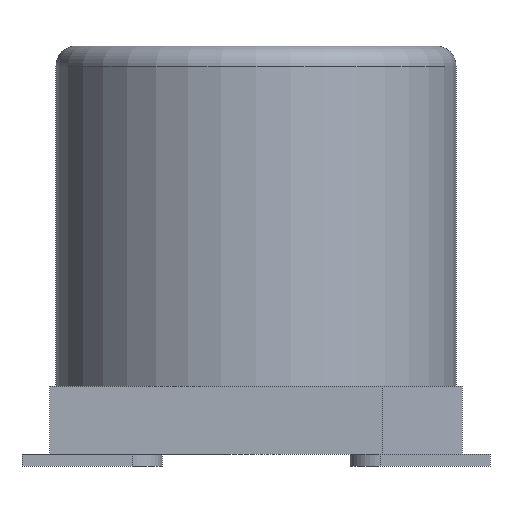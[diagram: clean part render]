
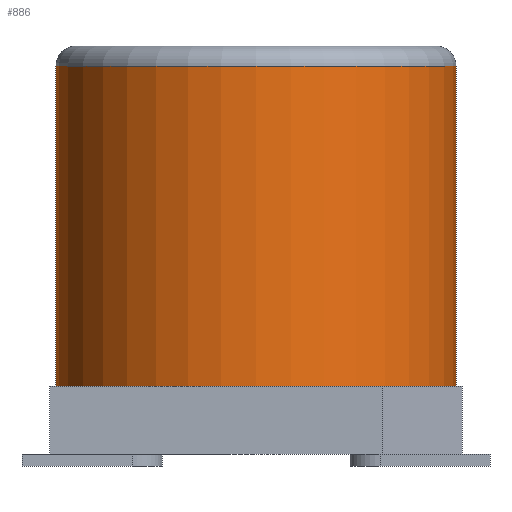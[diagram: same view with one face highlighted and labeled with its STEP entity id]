
A CAD part, left-side view. The second image highlights one B-rep face of the part: STEP entity #886.
In plain terms, the highlighted cylindrical face has radius 5 mm (diameter 10 mm), a partial arc.
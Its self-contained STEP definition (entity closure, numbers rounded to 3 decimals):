
#294=CARTESIAN_POINT('',(0.,0.,10.));
#295=DIRECTION('',(0.,0.,1.));
#296=DIRECTION('',(0.,1.,0.));
#297=AXIS2_PLACEMENT_3D('',#294,#295,#296);
#302=CARTESIAN_POINT('',(0.,0.,2.));
#303=DIRECTION('',(0.,0.,1.));
#304=DIRECTION('',(0.,1.,0.));
#305=AXIS2_PLACEMENT_3D('',#302,#303,#304);
#310=DIRECTION('',(0.,0.,1.));
#311=VECTOR('',#310,8.);
#312=CARTESIAN_POINT('',(0.,5.,2.));
#313=LINE('',#312,#311);
#365=DIRECTION('',(0.,0.,1.));
#366=VECTOR('',#365,8.);
#367=CARTESIAN_POINT('',(0.,-5.,2.));
#368=LINE('',#367,#366);
#503=CARTESIAN_POINT('',(0.,5.,2.));
#504=CARTESIAN_POINT('',(0.,-5.,2.));
#505=VERTEX_POINT('',#503);
#506=VERTEX_POINT('',#504);
#511=CARTESIAN_POINT('',(0.,-5.,10.));
#512=CARTESIAN_POINT('',(0.,5.,10.));
#513=VERTEX_POINT('',#511);
#514=VERTEX_POINT('',#512);
#872=CARTESIAN_POINT('',(0.,0.,0.3));
#873=DIRECTION('',(0.,0.,1.));
#874=DIRECTION('',(0.,1.,0.));
#875=AXIS2_PLACEMENT_3D('',#872,#873,#874);
#876=CYLINDRICAL_SURFACE('',#875,5.);
#878=ORIENTED_EDGE('',*,*,#877,.T.);
#880=ORIENTED_EDGE('',*,*,#879,.F.);
#881=ORIENTED_EDGE('',*,*,#853,.F.);
#883=ORIENTED_EDGE('',*,*,#882,.T.);
#884=EDGE_LOOP('',(#878,#880,#881,#883));
#885=FACE_OUTER_BOUND('',#884,.F.);
#886=ADVANCED_FACE('',(#885),#876,.T.);
#298=CIRCLE('',#297,5.);
#306=CIRCLE('',#305,5.);
#853=EDGE_CURVE('',#505,#506,#306,.T.);
#877=EDGE_CURVE('',#514,#513,#298,.T.);
#879=EDGE_CURVE('',#506,#513,#368,.T.);
#882=EDGE_CURVE('',#505,#514,#313,.T.);
